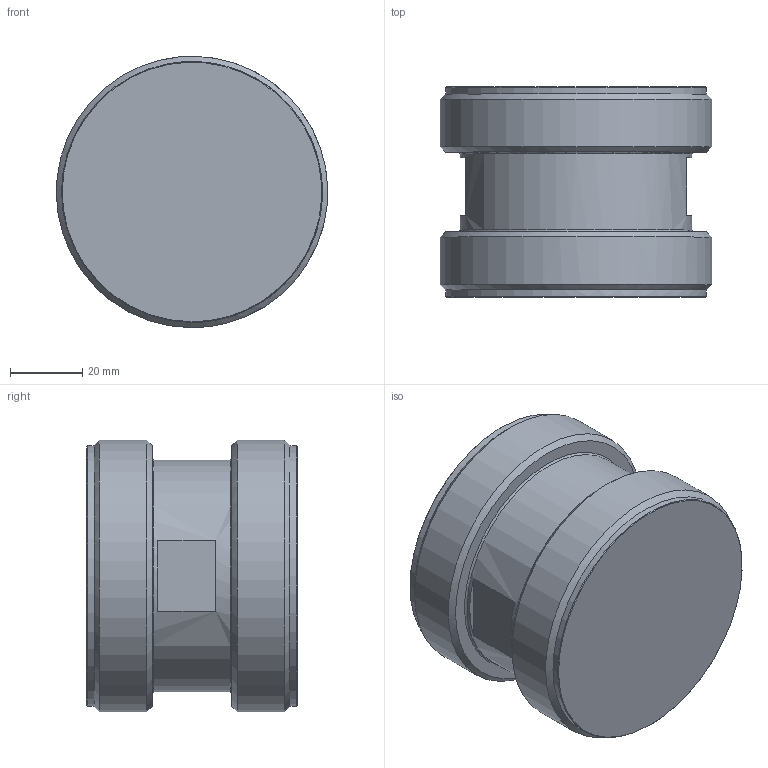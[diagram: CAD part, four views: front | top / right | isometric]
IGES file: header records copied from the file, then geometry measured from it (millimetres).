
Global section: file name: F0007674 (stp); native system: Autodesk Inventor 2025; preprocessor: unknown; author: none; organization: none; date: 20250825.150932; units: millimetre
Bounding box: 74.87 x 58 x 74.9 mm (x, y, z)
Volume: 226687.1 mm3; surface area: 23183.5 mm2
Topology: 1 solids, 1 shells, 23 faces, 50 edges, 33 vertices
Faces by surface type: bspline 23
